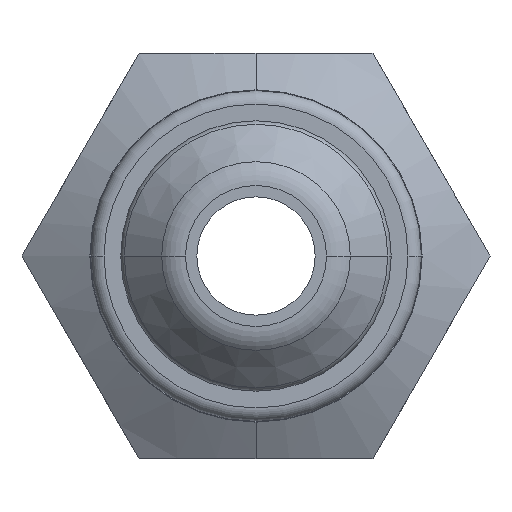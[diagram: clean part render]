
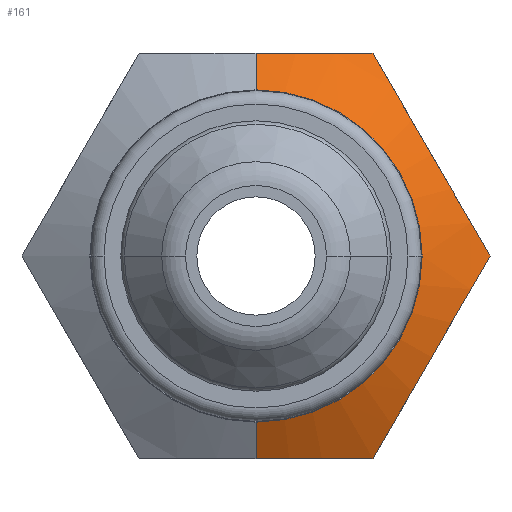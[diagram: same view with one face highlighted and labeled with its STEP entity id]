
A CAD part, front view. The second image highlights one B-rep face of the part: STEP entity #161.
In plain terms, the highlighted conical face has half-angle 60 degrees and reference radius 8.07 mm.
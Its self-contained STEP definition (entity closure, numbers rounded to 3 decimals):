
#5 = CARTESIAN_POINT ( 'NONE',  ( 5.926, -21.278, 1.736 ) ) ;
#25 = VECTOR ( 'NONE', #114, 1000. ) ;
#93 = CARTESIAN_POINT ( 'NONE',  ( 3.464, -20.839, -6. ) ) ;
#101 = CARTESIAN_POINT ( 'NONE',  ( 6.645, -21.003, 0.49 ) ) ;
#102 = CARTESIAN_POINT ( 'NONE',  ( 2.904, -21.001, -6. ) ) ;
#114 = DIRECTION ( 'NONE',  ( 0., 0.5, 0.866 ) ) ;
#161 = ADVANCED_FACE ( 'NONE', ( #749 ), #688, .T. ) ;
#181 = EDGE_LOOP ( 'NONE', ( #484, #1133, #1244, #2190, #1587, #386, #1331 ) ) ;
#217 = LINE ( 'NONE', #468, #1549 ) ;
#226 = VERTEX_POINT ( 'NONE', #550 ) ;
#269 = EDGE_CURVE ( 'NONE', #1822, #699, #978, .T. ) ;
#323 = VERTEX_POINT ( 'NONE', #837 ) ;
#347 = CARTESIAN_POINT ( 'NONE',  ( 6.928, -20.839, 0. ) ) ;
#351 = CARTESIAN_POINT ( 'NONE',  ( 6.928, -20.839, 0. ) ) ;
#357 = CARTESIAN_POINT ( 'NONE',  ( 6.363, -21.166, -0.98 ) ) ;
#384 = CARTESIAN_POINT ( 'NONE',  ( 4.03, -21.166, 5.02 ) ) ;
#386 = ORIENTED_EDGE ( 'NONE', *, *, #520, .F. ) ;
#393 = CARTESIAN_POINT ( 'NONE',  ( 0., -20.18, 8.07 ) ) ;
#397 = CARTESIAN_POINT ( 'NONE',  ( 0.586, -21.375, 6. ) ) ;
#468 = CARTESIAN_POINT ( 'NONE',  ( 0., -20.18, -8.07 ) ) ;
#484 = ORIENTED_EDGE ( 'NONE', *, *, #1277, .T. ) ;
#520 = EDGE_CURVE ( 'NONE', #1969, #226, #2228, .T. ) ;
#525 = CARTESIAN_POINT ( 'NONE',  ( 3.464, -20.839, -6. ) ) ;
#534 = CARTESIAN_POINT ( 'NONE',  ( 4.466, -21.278, -4.264 ) ) ;
#540 = B_SPLINE_CURVE_WITH_KNOTS ( 'NONE', 3,
 ( #1498, #384, #1864, #1944, #2175, #2178, #5, #1546, #101, #347 ),
 .UNSPECIFIED., .F., .F.,
 ( 4, 2, 2, 2, 4 ),
 ( 0., 0.003, 0.004, 0.005, 0.007 ),
 .UNSPECIFIED. ) ;
#550 = CARTESIAN_POINT ( 'NONE',  ( 3.464, -20.839, 6. ) ) ;
#591 = CARTESIAN_POINT ( 'NONE',  ( 6.928, -20.839, 0. ) ) ;
#604 = CARTESIAN_POINT ( 'NONE',  ( 3.747, -21.003, -5.51 ) ) ;
#653 = CARTESIAN_POINT ( 'NONE',  ( 1.179, -21.324, 6. ) ) ;
#669 = CARTESIAN_POINT ( 'NONE',  ( 2.337, -21.136, 6. ) ) ;
#685 = CARTESIAN_POINT ( 'NONE',  ( 2.904, -21.001, 6. ) ) ;
#688 = CONICAL_SURFACE ( 'NONE', #1771, 8.07, 1.047 ) ;
#693 = CARTESIAN_POINT ( 'NONE',  ( 3.464, -20.839, 6. ) ) ;
#699 = VERTEX_POINT ( 'NONE', #2045 ) ;
#733 = CARTESIAN_POINT ( 'NONE',  ( 4.033, -21.138, -5.015 ) ) ;
#737 = DIRECTION ( 'NONE',  ( 0., 0., 1. ) ) ;
#749 = FACE_OUTER_BOUND ( 'NONE', #181, .T. ) ;
#763 = CARTESIAN_POINT ( 'NONE',  ( 5.052, -21.376, -3.249 ) ) ;
#780 = B_SPLINE_CURVE_WITH_KNOTS ( 'NONE', 3,
 ( #351, #357, #1028, #763, #1256, #1757, #534, #733, #604, #525 ),
 .UNSPECIFIED., .F., .F.,
 ( 4, 2, 2, 2, 4 ),
 ( 0., 0.003, 0.004, 0.005, 0.007 ),
 .UNSPECIFIED. ) ;
#811 = CARTESIAN_POINT ( 'NONE',  ( 0., -20.18, 0. ) ) ;
#837 = CARTESIAN_POINT ( 'NONE',  ( 0., -22., -4.918 ) ) ;
#858 = CIRCLE ( 'NONE', #1630, 4.918 ) ;
#882 = DIRECTION ( 'NONE',  ( 0., 1., 0. ) ) ;
#892 = CARTESIAN_POINT ( 'NONE',  ( 3.464, -20.839, -6. ) ) ;
#978 = B_SPLINE_CURVE_WITH_KNOTS ( 'NONE', 3,
 ( #93, #102, #2142, #2195, #1819, #1848 ),
 .UNSPECIFIED., .F., .F.,
 ( 4, 2, 4 ),
 ( 0.016, 0.018, 0.02 ),
 .UNSPECIFIED. ) ;
#1008 = LINE ( 'NONE', #393, #25 ) ;
#1028 = CARTESIAN_POINT ( 'NONE',  ( 5.788, -21.375, -1.974 ) ) ;
#1035 = EDGE_CURVE ( 'NONE', #1521, #1969, #1008, .T. ) ;
#1100 = CARTESIAN_POINT ( 'NONE',  ( 0., -21.375, 6. ) ) ;
#1133 = ORIENTED_EDGE ( 'NONE', *, *, #2065, .T. ) ;
#1244 = ORIENTED_EDGE ( 'NONE', *, *, #269, .F. ) ;
#1256 = CARTESIAN_POINT ( 'NONE',  ( 4.904, -21.363, -3.506 ) ) ;
#1277 = EDGE_CURVE ( 'NONE', #1521, #323, #858, .T. ) ;
#1326 = CARTESIAN_POINT ( 'NONE',  ( 0., -22., 4.918 ) ) ;
#1331 = ORIENTED_EDGE ( 'NONE', *, *, #1035, .F. ) ;
#1498 = CARTESIAN_POINT ( 'NONE',  ( 3.464, -20.839, 6. ) ) ;
#1521 = VERTEX_POINT ( 'NONE', #1326 ) ;
#1527 = EDGE_CURVE ( 'NONE', #226, #1634, #540, .T. ) ;
#1528 = CARTESIAN_POINT ( 'NONE',  ( 0., -22., 0. ) ) ;
#1534 = DIRECTION ( 'NONE',  ( 0., 0., 1. ) ) ;
#1546 = CARTESIAN_POINT ( 'NONE',  ( 6.36, -21.138, 0.985 ) ) ;
#1549 = VECTOR ( 'NONE', #1624, 1000. ) ;
#1557 = DIRECTION ( 'NONE',  ( 0., 1., 0. ) ) ;
#1587 = ORIENTED_EDGE ( 'NONE', *, *, #1527, .F. ) ;
#1590 = EDGE_CURVE ( 'NONE', #1634, #1822, #780, .T. ) ;
#1624 = DIRECTION ( 'NONE',  ( 0., 0.5, -0.866 ) ) ;
#1630 = AXIS2_PLACEMENT_3D ( 'NONE', #1528, #1557, #1534 ) ;
#1634 = VERTEX_POINT ( 'NONE', #591 ) ;
#1646 = CARTESIAN_POINT ( 'NONE',  ( 0., -21.375, 6. ) ) ;
#1757 = CARTESIAN_POINT ( 'NONE',  ( 4.612, -21.314, -4.012 ) ) ;
#1771 = AXIS2_PLACEMENT_3D ( 'NONE', #811, #882, #737 ) ;
#1819 = CARTESIAN_POINT ( 'NONE',  ( 0.586, -21.375, -6. ) ) ;
#1822 = VERTEX_POINT ( 'NONE', #892 ) ;
#1848 = CARTESIAN_POINT ( 'NONE',  ( 0., -21.375, -6. ) ) ;
#1864 = CARTESIAN_POINT ( 'NONE',  ( 4.604, -21.375, 4.026 ) ) ;
#1944 = CARTESIAN_POINT ( 'NONE',  ( 5.34, -21.376, 2.751 ) ) ;
#1969 = VERTEX_POINT ( 'NONE', #1100 ) ;
#2045 = CARTESIAN_POINT ( 'NONE',  ( 0., -21.375, -6. ) ) ;
#2065 = EDGE_CURVE ( 'NONE', #323, #699, #217, .T. ) ;
#2142 = CARTESIAN_POINT ( 'NONE',  ( 2.337, -21.136, -6. ) ) ;
#2175 = CARTESIAN_POINT ( 'NONE',  ( 5.488, -21.363, 2.494 ) ) ;
#2178 = CARTESIAN_POINT ( 'NONE',  ( 5.781, -21.314, 1.988 ) ) ;
#2190 = ORIENTED_EDGE ( 'NONE', *, *, #1590, .F. ) ;
#2195 = CARTESIAN_POINT ( 'NONE',  ( 1.179, -21.324, -6. ) ) ;
#2228 = B_SPLINE_CURVE_WITH_KNOTS ( 'NONE', 3,
 ( #1646, #397, #653, #669, #685, #693 ),
 .UNSPECIFIED., .F., .F.,
 ( 4, 2, 4 ),
 ( 0.01, 0.011, 0.013 ),
 .UNSPECIFIED. ) ;
